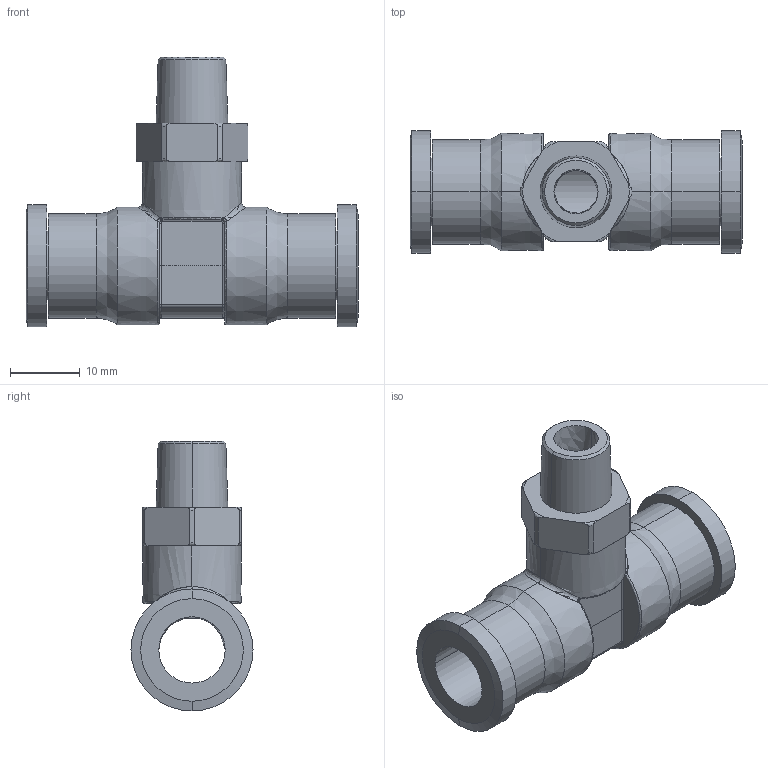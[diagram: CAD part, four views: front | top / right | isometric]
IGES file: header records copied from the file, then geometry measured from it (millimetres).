
Start section:  PTC IGES file: ilcp3013200.igs
Global section: file name: ilcp3013200.igs; native system: Pro/ENGINEER by Parametric Technology Corporation; preprocessor: 2005180; author: KR; organization: Unknown; date: 061122.135433; units: inch
Bounding box: 47.68 x 17.53 x 38.76 mm (x, y, z)
Surface area: 6211.9 mm2 (no closed solid volume)
Topology: 0 solids, 0 shells, 116 faces, 548 edges, 548 vertices
Faces by surface type: revolution 79, bspline 37
